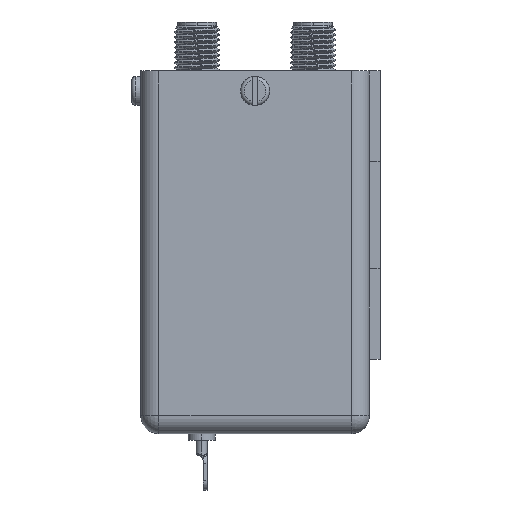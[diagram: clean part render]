
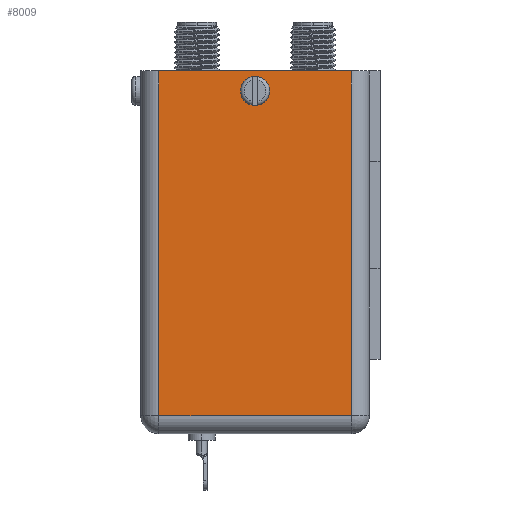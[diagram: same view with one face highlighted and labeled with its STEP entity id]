
A CAD part, left-side view. The second image highlights one B-rep face of the part: STEP entity #8009.
In plain terms, the highlighted planar face has unit normal (-1, 0, 0).
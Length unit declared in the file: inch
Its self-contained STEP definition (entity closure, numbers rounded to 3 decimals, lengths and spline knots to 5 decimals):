
#194 = EDGE_LOOP ( 'NONE', ( #2418, #1573 ) ) ;
#1206 = DIRECTION ( 'NONE',  ( 0., 0., 1. ) ) ;
#1573 = ORIENTED_EDGE ( 'NONE', *, *, #6338, .F. ) ;
#1770 = CARTESIAN_POINT ( 'NONE',  ( -0.63, 0., -0.03 ) ) ;
#2418 = ORIENTED_EDGE ( 'NONE', *, *, #16225, .F. ) ;
#2582 = EDGE_LOOP ( 'NONE', ( #23499, #25845, #26167, #34849 ) ) ;
#2609 = DIRECTION ( 'NONE',  ( 0., 0., 1. ) ) ;
#2892 = VERTEX_POINT ( 'NONE', #30073 ) ;
#4695 = CARTESIAN_POINT ( 'NONE',  ( -0.63, -0.53, 0. ) ) ;
#5399 = DIRECTION ( 'NONE',  ( 0., 0., 1. ) ) ;
#6338 = EDGE_CURVE ( 'NONE', #15843, #24591, #32536, .T. ) ;
#8009 = ADVANCED_FACE ( 'NONE', ( #28453, #18628 ), #27281, .T. ) ;
#8746 = AXIS2_PLACEMENT_3D ( 'NONE', #13596, #18740, #5399 ) ;
#10153 = CARTESIAN_POINT ( 'NONE',  ( -0.63, 0.53, 0. ) ) ;
#10162 = VECTOR ( 'NONE', #23663, 39.37008 ) ;
#10650 = EDGE_CURVE ( 'NONE', #18026, #33582, #21960, .T. ) ;
#11619 = EDGE_CURVE ( 'NONE', #17112, #33582, #14216, .T. ) ;
#11842 = DIRECTION ( 'NONE',  ( -1., 0., 0. ) ) ;
#12635 = CARTESIAN_POINT ( 'NONE',  ( -0.63, -0.53, -2. ) ) ;
#13596 = CARTESIAN_POINT ( 'NONE',  ( -0.63, 0., -0.11 ) ) ;
#13614 = CARTESIAN_POINT ( 'NONE',  ( -0.63, 0.53, -2. ) ) ;
#14216 = LINE ( 'NONE', #18332, #23193 ) ;
#14671 = EDGE_CURVE ( 'NONE', #2892, #18026, #33712, .T. ) ;
#15326 = AXIS2_PLACEMENT_3D ( 'NONE', #28403, #11842, #1206 ) ;
#15843 = VERTEX_POINT ( 'NONE', #1770 ) ;
#16019 = EDGE_CURVE ( 'NONE', #17112, #2892, #25122, .T. ) ;
#16225 = EDGE_CURVE ( 'NONE', #24591, #15843, #27248, .T. ) ;
#17112 = VERTEX_POINT ( 'NONE', #10153 ) ;
#17259 = VECTOR ( 'NONE', #29188, 39.37008 ) ;
#18026 = VERTEX_POINT ( 'NONE', #28087 ) ;
#18332 = CARTESIAN_POINT ( 'NONE',  ( -0.63, -0.63, 0. ) ) ;
#18600 = DIRECTION ( 'NONE',  ( -1., 0., 0. ) ) ;
#18628 = FACE_OUTER_BOUND ( 'NONE', #2582, .T. ) ;
#18740 = DIRECTION ( 'NONE',  ( -1., 0., 0. ) ) ;
#21440 = CARTESIAN_POINT ( 'NONE',  ( -0.63, -0.63, -2. ) ) ;
#21960 = LINE ( 'NONE', #12635, #17259 ) ;
#23193 = VECTOR ( 'NONE', #31560, 39.37008 ) ;
#23499 = ORIENTED_EDGE ( 'NONE', *, *, #14671, .T. ) ;
#23663 = DIRECTION ( 'NONE',  ( 0., 0., -1. ) ) ;
#24591 = VERTEX_POINT ( 'NONE', #31950 ) ;
#25122 = LINE ( 'NONE', #13614, #10162 ) ;
#25845 = ORIENTED_EDGE ( 'NONE', *, *, #10650, .T. ) ;
#26167 = ORIENTED_EDGE ( 'NONE', *, *, #11619, .F. ) ;
#26469 = VECTOR ( 'NONE', #34661, 39.37008 ) ;
#27248 = CIRCLE ( 'NONE', #15326, 0.08 ) ;
#27281 = PLANE ( 'NONE',  #29597 ) ;
#28087 = CARTESIAN_POINT ( 'NONE',  ( -0.63, -0.53, -1.9 ) ) ;
#28403 = CARTESIAN_POINT ( 'NONE',  ( -0.63, 0., -0.11 ) ) ;
#28453 = FACE_BOUND ( 'NONE', #194, .T. ) ;
#29188 = DIRECTION ( 'NONE',  ( 0., 0., 1. ) ) ;
#29597 = AXIS2_PLACEMENT_3D ( 'NONE', #21440, #18600, #2609 ) ;
#30073 = CARTESIAN_POINT ( 'NONE',  ( -0.63, 0.53, -1.9 ) ) ;
#31560 = DIRECTION ( 'NONE',  ( 0., -1., 0. ) ) ;
#31950 = CARTESIAN_POINT ( 'NONE',  ( -0.63, 0., -0.19 ) ) ;
#32536 = CIRCLE ( 'NONE', #8746, 0.08 ) ;
#33582 = VERTEX_POINT ( 'NONE', #4695 ) ;
#33712 = LINE ( 'NONE', #33837, #26469 ) ;
#33837 = CARTESIAN_POINT ( 'NONE',  ( -0.63, -0.63, -1.9 ) ) ;
#34661 = DIRECTION ( 'NONE',  ( 0., -1., 0. ) ) ;
#34849 = ORIENTED_EDGE ( 'NONE', *, *, #16019, .T. ) ;
